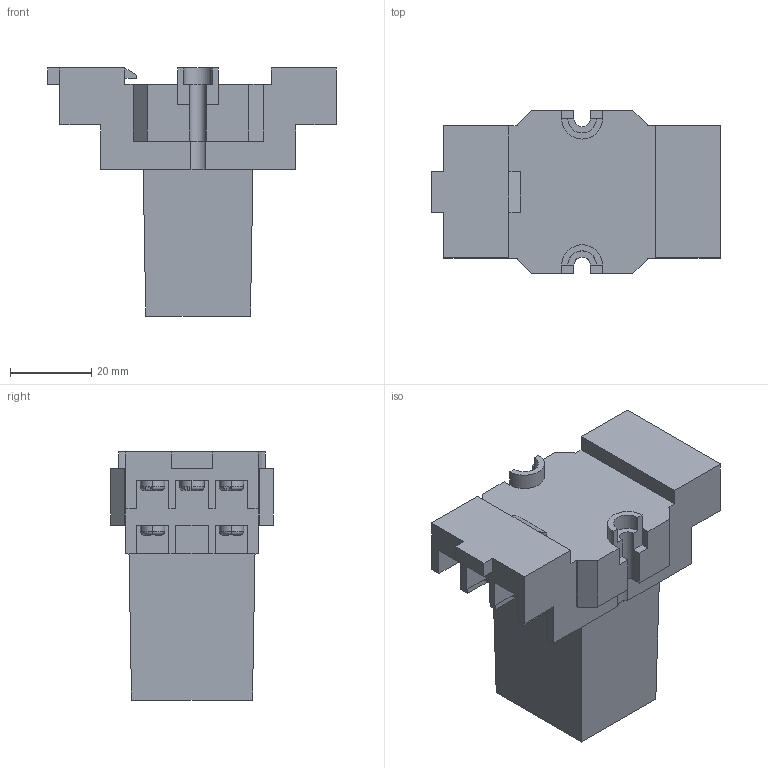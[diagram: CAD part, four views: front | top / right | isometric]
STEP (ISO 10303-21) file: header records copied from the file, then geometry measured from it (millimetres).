
FILE_DESCRIPTION (( 'STEP AP203' ), '1' );
FILE_NAME ('ﾐﾏ 25-3-10ﾀ-12ﾂ, 24ﾂ.STEP', '2018-04-25T11:01:26', ( '' ), ( '' ), 'SwSTEP 2.0', 'SolidWorks 2017', '' );
FILE_SCHEMA (( 'CONFIG_CONTROL_DESIGN' ));
Length unit declared in the file: millimetre
Products named in the file (1): ﾐﾏ 25-3-10ﾀ-12ﾂ, 24ﾂ
Bounding box: 71 x 40 x 61 mm (x, y, z)
Volume: 68888.6 mm3; surface area: 16328.9 mm2
Topology: 1 solids, 1 shells, 345 faces, 929 edges, 597 vertices
Faces by surface type: plane 282, torus 33, cylinder 30
Entity records: 11151 total; most frequent: CARTESIAN_POINT 2540, ORIENTED_EDGE 1858, DIRECTION 1661, EDGE_CURVE 929, VECTOR 647, LINE 647, VERTEX_POINT 597, AXIS2_PLACEMENT_3D 507
